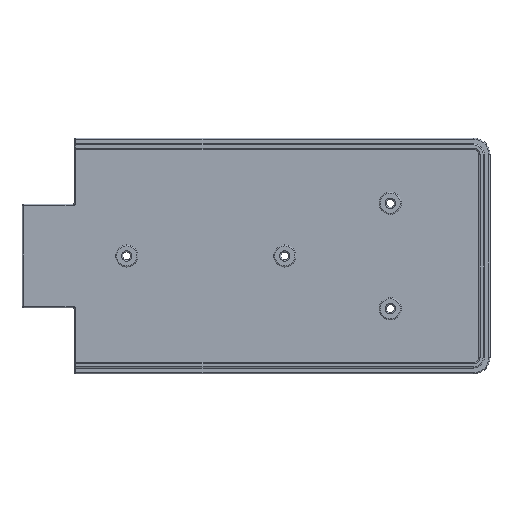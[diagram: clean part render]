
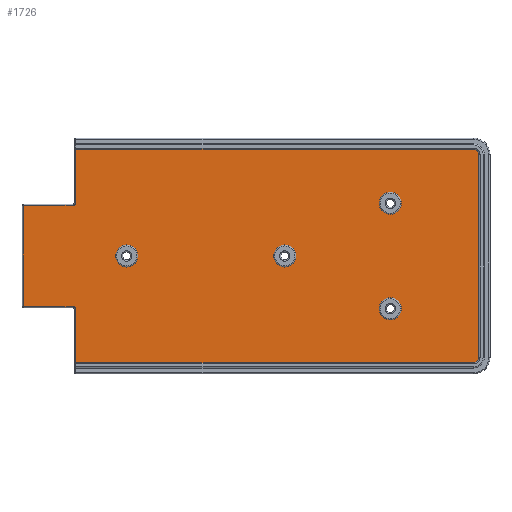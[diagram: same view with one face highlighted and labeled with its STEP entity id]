
A CAD part, top view. The second image highlights one B-rep face of the part: STEP entity #1726.
In plain terms, the highlighted planar face has unit normal (0, 0, 1).
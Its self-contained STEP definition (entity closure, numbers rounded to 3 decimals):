
#97=FACE_BOUND('',#545,.T.);
#98=FACE_BOUND('',#546,.T.);
#99=FACE_BOUND('',#547,.T.);
#100=FACE_BOUND('',#548,.T.);
#156=LINE('',#2982,#258);
#157=LINE('',#2992,#259);
#159=LINE('',#3010,#261);
#161=LINE('',#3030,#263);
#163=LINE('',#3039,#265);
#174=LINE('',#3090,#276);
#176=LINE('',#3094,#278);
#177=LINE('',#3098,#279);
#258=VECTOR('',#2398,10.);
#259=VECTOR('',#2413,10.);
#261=VECTOR('',#2423,10.);
#263=VECTOR('',#2435,10.);
#265=VECTOR('',#2447,10.);
#276=VECTOR('',#2514,10.);
#278=VECTOR('',#2518,10.);
#279=VECTOR('',#2521,10.);
#320=PLANE('',#1975);
#416=FACE_OUTER_BOUND('',#544,.T.);
#544=EDGE_LOOP('',(#1459,#1460,#1461,#1462,#1463,#1464,#1465,#1466,#1467,
#1468,#1469,#1470,#1471,#1472));
#545=EDGE_LOOP('',(#1473));
#546=EDGE_LOOP('',(#1474));
#547=EDGE_LOOP('',(#1475));
#548=EDGE_LOOP('',(#1476));
#606=CIRCLE('',#1810,4.);
#615=CIRCLE('',#1824,4.);
#624=CIRCLE('',#1838,4.);
#633=CIRCLE('',#1852,4.);
#673=CIRCLE('',#1930,1.);
#676=CIRCLE('',#1934,0.2);
#680=CIRCLE('',#1939,0.2);
#684=CIRCLE('',#1945,1.);
#698=CIRCLE('',#1976,2.);
#699=CIRCLE('',#1977,2.);
#753=VERTEX_POINT('',#2737);
#760=VERTEX_POINT('',#2760);
#767=VERTEX_POINT('',#2783);
#774=VERTEX_POINT('',#2806);
#816=VERTEX_POINT('',#2972);
#819=VERTEX_POINT('',#2980);
#820=VERTEX_POINT('',#2981);
#821=VERTEX_POINT('',#2986);
#822=VERTEX_POINT('',#2990);
#823=VERTEX_POINT('',#3002);
#824=VERTEX_POINT('',#3006);
#826=VERTEX_POINT('',#3020);
#828=VERTEX_POINT('',#3026);
#830=VERTEX_POINT('',#3032);
#843=VERTEX_POINT('',#3089);
#844=VERTEX_POINT('',#3093);
#845=VERTEX_POINT('',#3095);
#846=VERTEX_POINT('',#3097);
#906=EDGE_CURVE('',#753,#753,#606,.T.);
#917=EDGE_CURVE('',#760,#760,#615,.T.);
#928=EDGE_CURVE('',#767,#767,#624,.T.);
#939=EDGE_CURVE('',#774,#774,#633,.T.);
#1016=EDGE_CURVE('',#819,#820,#156,.T.);
#1020=EDGE_CURVE('',#820,#821,#673,.T.);
#1022=EDGE_CURVE('',#821,#822,#157,.T.);
#1024=EDGE_CURVE('',#822,#823,#676,.T.);
#1027=EDGE_CURVE('',#823,#824,#159,.T.);
#1030=EDGE_CURVE('',#824,#826,#680,.T.);
#1033=EDGE_CURVE('',#826,#828,#161,.T.);
#1036=EDGE_CURVE('',#828,#830,#684,.T.);
#1038=EDGE_CURVE('',#830,#816,#163,.T.);
#1063=EDGE_CURVE('',#843,#816,#174,.T.);
#1065=EDGE_CURVE('',#819,#844,#176,.T.);
#1066=EDGE_CURVE('',#844,#845,#698,.T.);
#1067=EDGE_CURVE('',#845,#846,#177,.T.);
#1068=EDGE_CURVE('',#846,#843,#699,.T.);
#1459=ORIENTED_EDGE('',*,*,#1038,.F.);
#1460=ORIENTED_EDGE('',*,*,#1036,.F.);
#1461=ORIENTED_EDGE('',*,*,#1033,.F.);
#1462=ORIENTED_EDGE('',*,*,#1030,.F.);
#1463=ORIENTED_EDGE('',*,*,#1027,.F.);
#1464=ORIENTED_EDGE('',*,*,#1024,.F.);
#1465=ORIENTED_EDGE('',*,*,#1022,.F.);
#1466=ORIENTED_EDGE('',*,*,#1020,.F.);
#1467=ORIENTED_EDGE('',*,*,#1016,.F.);
#1468=ORIENTED_EDGE('',*,*,#1065,.T.);
#1469=ORIENTED_EDGE('',*,*,#1066,.T.);
#1470=ORIENTED_EDGE('',*,*,#1067,.T.);
#1471=ORIENTED_EDGE('',*,*,#1068,.T.);
#1472=ORIENTED_EDGE('',*,*,#1063,.T.);
#1473=ORIENTED_EDGE('',*,*,#917,.T.);
#1474=ORIENTED_EDGE('',*,*,#939,.T.);
#1475=ORIENTED_EDGE('',*,*,#906,.T.);
#1476=ORIENTED_EDGE('',*,*,#928,.T.);
#1726=ADVANCED_FACE('',(#416,#97,#98,#99,#100),#320,.T.);
#1810=AXIS2_PLACEMENT_3D('',#2738,#2123,#2124);
#1824=AXIS2_PLACEMENT_3D('',#2761,#2153,#2154);
#1838=AXIS2_PLACEMENT_3D('',#2784,#2183,#2184);
#1852=AXIS2_PLACEMENT_3D('',#2807,#2213,#2214);
#1930=AXIS2_PLACEMENT_3D('',#2988,#2407,#2408);
#1934=AXIS2_PLACEMENT_3D('',#3004,#2416,#2417);
#1939=AXIS2_PLACEMENT_3D('',#3024,#2428,#2429);
#1945=AXIS2_PLACEMENT_3D('',#3036,#2442,#2443);
#1975=AXIS2_PLACEMENT_3D('',#3092,#2516,#2517);
#1976=AXIS2_PLACEMENT_3D('',#3096,#2519,#2520);
#1977=AXIS2_PLACEMENT_3D('',#3099,#2522,#2523);
#2123=DIRECTION('center_axis',(0.,0.,-1.));
#2124=DIRECTION('ref_axis',(1.,0.,0.));
#2153=DIRECTION('center_axis',(0.,0.,-1.));
#2154=DIRECTION('ref_axis',(1.,0.,0.));
#2183=DIRECTION('center_axis',(0.,0.,-1.));
#2184=DIRECTION('ref_axis',(1.,0.,0.));
#2213=DIRECTION('center_axis',(0.,0.,-1.));
#2214=DIRECTION('ref_axis',(1.,0.,0.));
#2398=DIRECTION('',(0.,1.,0.));
#2407=DIRECTION('center_axis',(0.,0.,1.));
#2408=DIRECTION('ref_axis',(0.707,0.707,0.));
#2413=DIRECTION('',(-1.,0.,0.));
#2416=DIRECTION('center_axis',(0.,0.,-1.));
#2417=DIRECTION('ref_axis',(-0.707,-0.707,0.));
#2423=DIRECTION('',(0.,1.,0.));
#2428=DIRECTION('center_axis',(0.,0.,-1.));
#2429=DIRECTION('ref_axis',(-0.707,0.707,0.));
#2435=DIRECTION('',(1.,0.,0.));
#2442=DIRECTION('center_axis',(0.,0.,1.));
#2443=DIRECTION('ref_axis',(0.707,-0.707,0.));
#2447=DIRECTION('',(0.,1.,0.));
#2514=DIRECTION('',(-1.,0.,0.));
#2516=DIRECTION('center_axis',(0.,0.,1.));
#2517=DIRECTION('ref_axis',(1.,0.,0.));
#2518=DIRECTION('',(1.,0.,0.));
#2519=DIRECTION('center_axis',(0.,0.,1.));
#2520=DIRECTION('ref_axis',(0.,-1.,0.));
#2521=DIRECTION('',(0.,1.,0.));
#2522=DIRECTION('center_axis',(0.,0.,1.));
#2523=DIRECTION('ref_axis',(1.,0.,0.));
#2737=CARTESIAN_POINT('',(221.55,35.55,-12.5));
#2738=CARTESIAN_POINT('Origin',(225.55,35.55,-12.5));
#2760=CARTESIAN_POINT('',(316.55,54.55,-12.5));
#2761=CARTESIAN_POINT('Origin',(320.55,54.55,-12.5));
#2783=CARTESIAN_POINT('',(278.55,35.55,-12.5));
#2784=CARTESIAN_POINT('Origin',(282.55,35.55,-12.5));
#2806=CARTESIAN_POINT('',(316.55,16.55,-12.5));
#2807=CARTESIAN_POINT('Origin',(320.55,16.55,-12.5));
#2972=CARTESIAN_POINT('',(207.25,74.05,-12.5));
#2980=CARTESIAN_POINT('',(207.25,-2.95,-12.5));
#2981=CARTESIAN_POINT('',(207.25,16.25,-12.5));
#2982=CARTESIAN_POINT('',(207.25,15.35,-12.5));
#2986=CARTESIAN_POINT('',(206.25,17.25,-12.5));
#2988=CARTESIAN_POINT('Origin',(206.25,16.25,-12.5));
#2990=CARTESIAN_POINT('',(188.45,17.25,-12.5));
#2992=CARTESIAN_POINT('',(239.511,17.25,-12.5));
#3002=CARTESIAN_POINT('',(188.25,17.45,-12.5));
#3004=CARTESIAN_POINT('Origin',(188.45,17.45,-12.5));
#3006=CARTESIAN_POINT('',(188.25,53.65,-12.5));
#3010=CARTESIAN_POINT('',(188.25,26.2,-12.5));
#3020=CARTESIAN_POINT('',(188.45,53.85,-12.5));
#3024=CARTESIAN_POINT('Origin',(188.45,53.65,-12.5));
#3026=CARTESIAN_POINT('',(206.25,53.85,-12.5));
#3030=CARTESIAN_POINT('',(230.011,53.85,-12.5));
#3032=CARTESIAN_POINT('',(207.25,54.85,-12.5));
#3036=CARTESIAN_POINT('Origin',(206.25,54.85,-12.5));
#3039=CARTESIAN_POINT('',(207.25,54.8,-12.5));
#3089=CARTESIAN_POINT('',(350.494,74.05,-12.5));
#3090=CARTESIAN_POINT('',(311.333,74.05,-12.5));
#3092=CARTESIAN_POINT('Origin',(272.172,35.55,-12.5));
#3093=CARTESIAN_POINT('',(350.494,-2.95,-12.5));
#3094=CARTESIAN_POINT('',(239.511,-2.95,-12.5));
#3095=CARTESIAN_POINT('',(352.494,-0.95,-12.5));
#3096=CARTESIAN_POINT('Origin',(350.494,-0.95,-12.5));
#3097=CARTESIAN_POINT('',(352.494,72.05,-12.5));
#3098=CARTESIAN_POINT('',(352.494,17.3,-12.5));
#3099=CARTESIAN_POINT('Origin',(350.494,72.05,-12.5));
